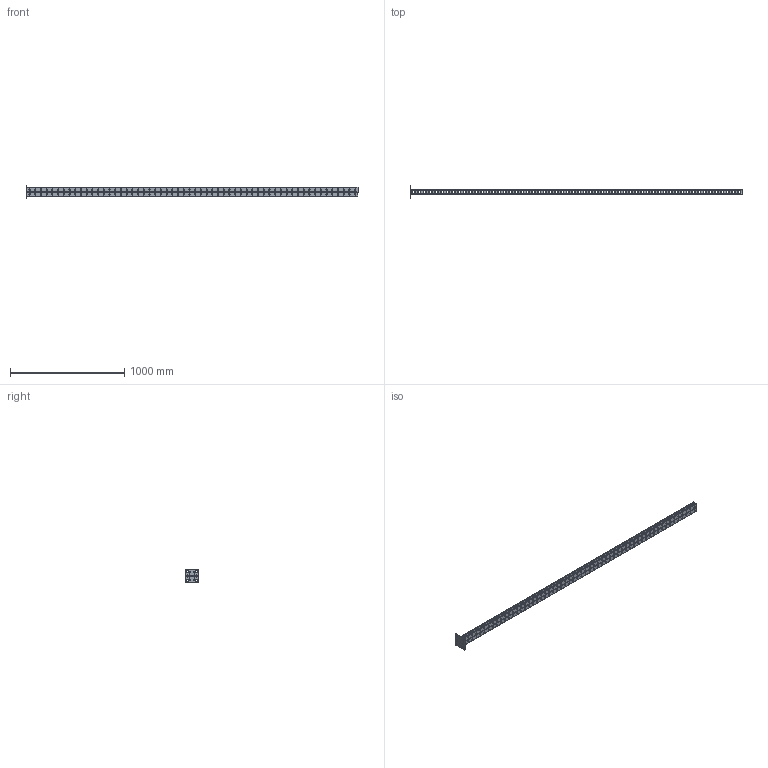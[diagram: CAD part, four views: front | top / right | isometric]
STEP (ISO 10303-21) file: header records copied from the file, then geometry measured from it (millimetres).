
FILE_DESCRIPTION (( 'STEP AP203' ), '1' );
FILE_NAME ('Êðîíøòåéí ïîòîëî÷íûé äâîéíîé_h41-2900.step', '2022-01-27T08:09:03', ( '' ), ( '' ), 'SwSTEP 2.0', 'SolidWorks 2017', '' );
FILE_SCHEMA (( 'CONFIG_CONTROL_DESIGN' ));
Products named in the file (3): Êðîíøòåéí ïîòîëî÷íûé äâîéíîé_h41-2900; STRUT-镳铘桦黖h41-2900; Ïÿòêà ïîòîëî÷êàÿ
Assembly tree (3 placements, depth 2):
  Êðîíøòåéí ïîòîëî÷íûé äâîéíîé_h41-2900
    Ïÿòêà ïîòîëî÷êàÿ
    STRUT-镳铘桦黖h41-2900  x2
Bounding box: 2906 x 120 x 120 mm (x, y, z)
Volume: 1857035.2 mm3; surface area: 1555427.3 mm2
Topology: 3 solids, 3 shells, 4678 faces, 14014 edges, 9342 vertices
Faces by surface type: plane 3952, cylinder 726
Entity records: 79485 total; most frequent: CARTESIAN_POINT 14126, ORIENTED_EDGE 14116, DIRECTION 12528, EDGE_CURVE 7058, LINE 6314, VECTOR 6314, VERTEX_POINT 4705, AXIS2_PLACEMENT_3D 3107
